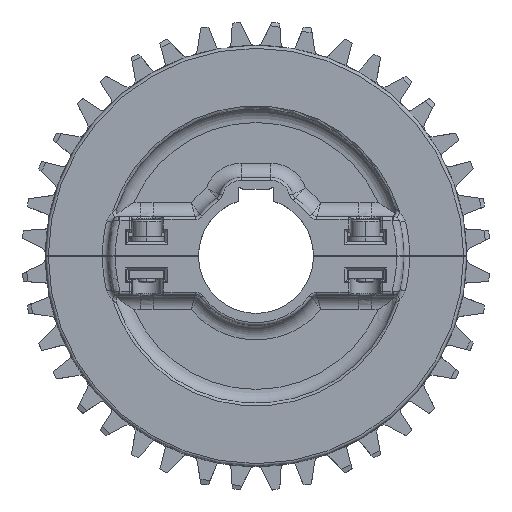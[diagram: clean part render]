
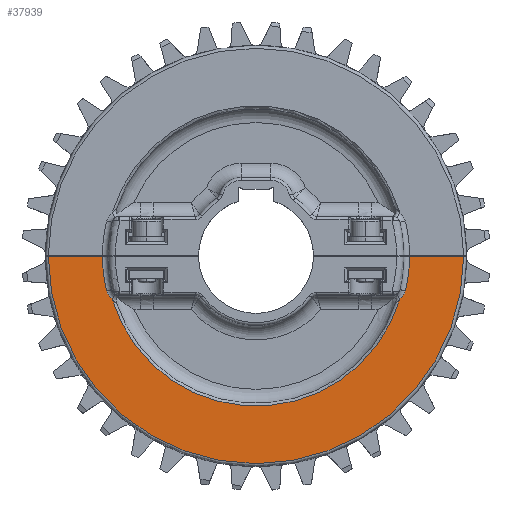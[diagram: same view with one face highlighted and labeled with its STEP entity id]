
A CAD part, top view. The second image highlights one B-rep face of the part: STEP entity #37939.
In plain terms, the highlighted planar face has unit normal (0, 0, 1).
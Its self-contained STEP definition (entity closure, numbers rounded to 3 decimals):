
#113 = VERTEX_POINT ( 'NONE', #5484 ) ;
#1194 = AXIS2_PLACEMENT_3D ( 'NONE', #3801, #13501, #13295 ) ;
#1782 = VERTEX_POINT ( 'NONE', #31131 ) ;
#1809 = PLANE ( 'NONE',  #39143 ) ;
#2826 = AXIS2_PLACEMENT_3D ( 'NONE', #28194, #18124, #11931 ) ;
#3035 = VERTEX_POINT ( 'NONE', #24749 ) ;
#3733 = CARTESIAN_POINT ( 'NONE',  ( 51.966, -12.16, 7.5 ) ) ;
#3801 = CARTESIAN_POINT ( 'NONE',  ( 0., 0., 7.5 ) ) ;
#3884 = CARTESIAN_POINT ( 'NONE',  ( 0., 0., 7.5 ) ) ;
#3985 = ORIENTED_EDGE ( 'NONE', *, *, #15132, .T. ) ;
#5484 = CARTESIAN_POINT ( 'NONE',  ( 72.2, -0.125, 7.5 ) ) ;
#5535 = DIRECTION ( 'NONE',  ( 1., 0., 0. ) ) ;
#6809 = AXIS2_PLACEMENT_3D ( 'NONE', #13231, #9941, #38377 ) ;
#7454 = AXIS2_PLACEMENT_3D ( 'NONE', #3884, #16471, #25540 ) ;
#9037 = EDGE_CURVE ( 'NONE', #36458, #1782, #19989, .T. ) ;
#9058 = DIRECTION ( 'NONE',  ( 1., 0., 0. ) ) ;
#9941 = DIRECTION ( 'NONE',  ( 0., 0., -1. ) ) ;
#11041 = CARTESIAN_POINT ( 'NONE',  ( -50.029, -14.913, 7.5 ) ) ;
#11193 = EDGE_CURVE ( 'NONE', #3035, #1782, #24134, .T. ) ;
#11323 = DIRECTION ( 'NONE',  ( 0., 0., -1. ) ) ;
#11931 = DIRECTION ( 'NONE',  ( 1., 0., 0. ) ) ;
#12397 = CIRCLE ( 'NONE', #1194, 72.2 ) ;
#12642 = CARTESIAN_POINT ( 'NONE',  ( 0., 0., 7.5 ) ) ;
#13231 = CARTESIAN_POINT ( 'NONE',  ( 47.585, -11.135, 7.5 ) ) ;
#13295 = DIRECTION ( 'NONE',  ( 1., 0., 0. ) ) ;
#13501 = DIRECTION ( 'NONE',  ( 0., 0., 1. ) ) ;
#14439 = CIRCLE ( 'NONE', #39447, 53.37 ) ;
#14444 = ORIENTED_EDGE ( 'NONE', *, *, #19919, .F. ) ;
#15132 = EDGE_CURVE ( 'NONE', #3035, #113, #12397, .T. ) ;
#15896 = LINE ( 'NONE', #34471, #30491 ) ;
#16471 = DIRECTION ( 'NONE',  ( 0., 0., -1. ) ) ;
#17482 = DIRECTION ( 'NONE',  ( 0., 0., 1. ) ) ;
#17711 = ORIENTED_EDGE ( 'NONE', *, *, #32726, .T. ) ;
#18124 = DIRECTION ( 'NONE',  ( 0., 0., -1. ) ) ;
#18533 = CARTESIAN_POINT ( 'NONE',  ( 53.37, -0.125, 7.5 ) ) ;
#18946 = ORIENTED_EDGE ( 'NONE', *, *, #19219, .T. ) ;
#19190 = DIRECTION ( 'NONE',  ( 1., 0., 0. ) ) ;
#19219 = EDGE_CURVE ( 'NONE', #19302, #39754, #24601, .T. ) ;
#19302 = VERTEX_POINT ( 'NONE', #3733 ) ;
#19919 = EDGE_CURVE ( 'NONE', #25708, #113, #15896, .T. ) ;
#19989 = CIRCLE ( 'NONE', #7454, 53.37 ) ;
#20194 = CARTESIAN_POINT ( 'NONE',  ( 50.029, -14.913, 7.5 ) ) ;
#20477 = ORIENTED_EDGE ( 'NONE', *, *, #11193, .F. ) ;
#20619 = CIRCLE ( 'NONE', #2826, 4.5 ) ;
#21507 = VECTOR ( 'NONE', #9058, 1000. ) ;
#22098 = VERTEX_POINT ( 'NONE', #11041 ) ;
#22129 = DIRECTION ( 'NONE',  ( 0., 0., -1. ) ) ;
#23874 = DIRECTION ( 'NONE',  ( 1., 0., 0. ) ) ;
#24134 = LINE ( 'NONE', #32082, #21507 ) ;
#24601 = CIRCLE ( 'NONE', #6809, 4.5 ) ;
#24749 = CARTESIAN_POINT ( 'NONE',  ( -72.2, -0.125, 7.5 ) ) ;
#25540 = DIRECTION ( 'NONE',  ( 1., 0., 0. ) ) ;
#25708 = VERTEX_POINT ( 'NONE', #18533 ) ;
#26841 = EDGE_CURVE ( 'NONE', #22098, #36458, #20619, .T. ) ;
#28095 = DIRECTION ( 'NONE',  ( 1., 0., 0. ) ) ;
#28194 = CARTESIAN_POINT ( 'NONE',  ( -47.585, -11.135, 7.5 ) ) ;
#29227 = CARTESIAN_POINT ( 'NONE',  ( 0., 0., 7.5 ) ) ;
#30491 = VECTOR ( 'NONE', #19190, 1000. ) ;
#31131 = CARTESIAN_POINT ( 'NONE',  ( -53.37, -0.125, 7.5 ) ) ;
#32082 = CARTESIAN_POINT ( 'NONE',  ( 0., -0.125, 7.5 ) ) ;
#32205 = ORIENTED_EDGE ( 'NONE', *, *, #38351, .T. ) ;
#32726 = EDGE_CURVE ( 'NONE', #25708, #19302, #14439, .T. ) ;
#33098 = EDGE_LOOP ( 'NONE', ( #32205, #37525, #39168, #20477, #3985, #14444, #17711, #18946 ) ) ;
#33770 = CARTESIAN_POINT ( 'NONE',  ( 0., 0., 7.5 ) ) ;
#34471 = CARTESIAN_POINT ( 'NONE',  ( 0., -0.125, 7.5 ) ) ;
#34568 = AXIS2_PLACEMENT_3D ( 'NONE', #12642, #22129, #28095 ) ;
#34686 = CARTESIAN_POINT ( 'NONE',  ( -51.966, -12.16, 7.5 ) ) ;
#36266 = FACE_OUTER_BOUND ( 'NONE', #33098, .T. ) ;
#36458 = VERTEX_POINT ( 'NONE', #34686 ) ;
#37525 = ORIENTED_EDGE ( 'NONE', *, *, #26841, .T. ) ;
#37939 = ADVANCED_FACE ( 'NONE', ( #36266 ), #1809, .T. ) ;
#38351 = EDGE_CURVE ( 'NONE', #39754, #22098, #38499, .T. ) ;
#38377 = DIRECTION ( 'NONE',  ( 1., 0., 0. ) ) ;
#38499 = CIRCLE ( 'NONE', #34568, 52.205 ) ;
#39143 = AXIS2_PLACEMENT_3D ( 'NONE', #29227, #17482, #23874 ) ;
#39168 = ORIENTED_EDGE ( 'NONE', *, *, #9037, .T. ) ;
#39447 = AXIS2_PLACEMENT_3D ( 'NONE', #33770, #11323, #5535 ) ;
#39754 = VERTEX_POINT ( 'NONE', #20194 ) ;
